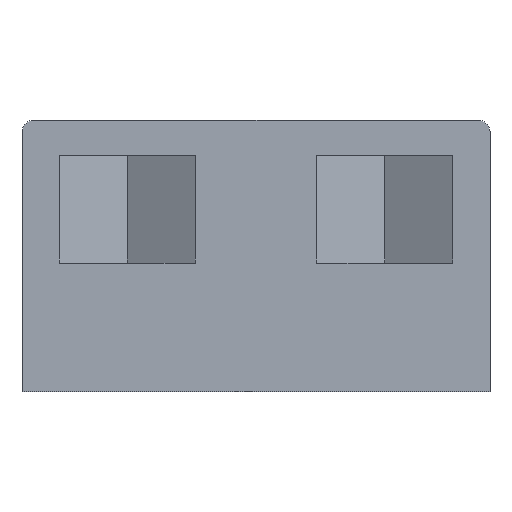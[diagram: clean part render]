
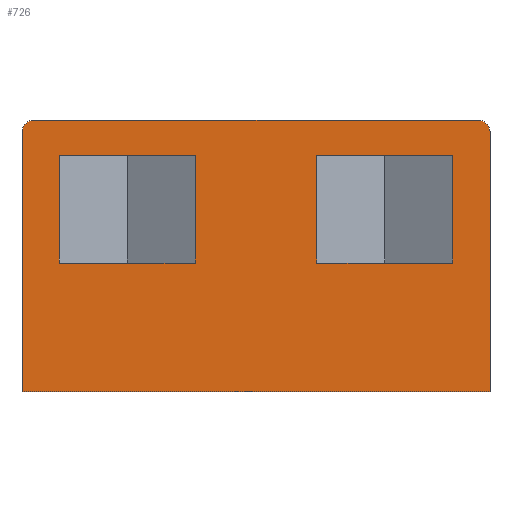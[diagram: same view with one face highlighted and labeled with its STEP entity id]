
A CAD part, front view. The second image highlights one B-rep face of the part: STEP entity #726.
In plain terms, the highlighted planar face has unit normal (0, -1, 0).
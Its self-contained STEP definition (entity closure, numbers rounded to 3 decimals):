
#8 = ORIENTED_EDGE ( 'NONE', *, *, #29, .T. ) ;
#15 = EDGE_CURVE ( 'NONE', #1278, #471, #576, .T. ) ;
#29 = EDGE_CURVE ( 'NONE', #1506, #1413, #357, .T. ) ;
#50 = DIRECTION ( 'NONE',  ( 1., 0., 0. ) ) ;
#52 = CARTESIAN_POINT ( 'NONE',  ( -7.4, 0., 5.5 ) ) ;
#81 = VERTEX_POINT ( 'NONE', #756 ) ;
#104 = LINE ( 'NONE', #698, #2314 ) ;
#108 = VERTEX_POINT ( 'NONE', #252 ) ;
#120 = EDGE_CURVE ( 'NONE', #490, #1867, #1981, .T. ) ;
#122 = EDGE_CURVE ( 'NONE', #724, #1229, #1249, .T. ) ;
#158 = FACE_BOUND ( 'NONE', #1896, .T. ) ;
#206 = CARTESIAN_POINT ( 'NONE',  ( 0., 0., 11.6 ) ) ;
#213 = ORIENTED_EDGE ( 'NONE', *, *, #751, .F. ) ;
#252 = CARTESIAN_POINT ( 'NONE',  ( -12.6, 0., 10.1 ) ) ;
#303 = ORIENTED_EDGE ( 'NONE', *, *, #122, .T. ) ;
#323 = DIRECTION ( 'NONE',  ( -1., 0., 0. ) ) ;
#357 = CIRCLE ( 'NONE', #1932, 0.5 ) ;
#364 = EDGE_CURVE ( 'NONE', #108, #662, #1461, .T. ) ;
#386 = ORIENTED_EDGE ( 'NONE', *, *, #120, .T. ) ;
#388 = CARTESIAN_POINT ( 'NONE',  ( -1.6, 0., 10.1 ) ) ;
#471 = VERTEX_POINT ( 'NONE', #388 ) ;
#480 = VECTOR ( 'NONE', #2138, 1000. ) ;
#490 = VERTEX_POINT ( 'NONE', #1881 ) ;
#492 = DIRECTION ( 'NONE',  ( -1., 0., 0. ) ) ;
#521 = CARTESIAN_POINT ( 'NONE',  ( 0., 0., 5.5 ) ) ;
#557 = VECTOR ( 'NONE', #1920, 1000. ) ;
#576 = LINE ( 'NONE', #1897, #557 ) ;
#599 = EDGE_LOOP ( 'NONE', ( #213, #2212, #931, #2448 ) ) ;
#649 = CARTESIAN_POINT ( 'NONE',  ( -18.4, 0., 11.6 ) ) ;
#662 = VERTEX_POINT ( 'NONE', #2359 ) ;
#674 = DIRECTION ( 'NONE',  ( 0., 0., 1. ) ) ;
#698 = CARTESIAN_POINT ( 'NONE',  ( -1.6, 0., 11.6 ) ) ;
#724 = VERTEX_POINT ( 'NONE', #916 ) ;
#726 = ADVANCED_FACE ( 'NONE', ( #1476, #158, #2219 ), #2179, .F. ) ;
#751 = EDGE_CURVE ( 'NONE', #882, #81, #2380, .T. ) ;
#756 = CARTESIAN_POINT ( 'NONE',  ( -1.6, 0., 5.5 ) ) ;
#760 = LINE ( 'NONE', #2267, #770 ) ;
#764 = VERTEX_POINT ( 'NONE', #1089 ) ;
#768 = DIRECTION ( 'NONE',  ( 0., -1., 0. ) ) ;
#770 = VECTOR ( 'NONE', #2296, 1000. ) ;
#776 = DIRECTION ( 'NONE',  ( 1., 0., 0. ) ) ;
#781 = LINE ( 'NONE', #1530, #2349 ) ;
#796 = EDGE_CURVE ( 'NONE', #764, #1413, #1865, .T. ) ;
#800 = ORIENTED_EDGE ( 'NONE', *, *, #1859, .T. ) ;
#810 = VECTOR ( 'NONE', #2272, 1000. ) ;
#880 = CARTESIAN_POINT ( 'NONE',  ( -7.4, 0., 10.1 ) ) ;
#882 = VERTEX_POINT ( 'NONE', #1726 ) ;
#893 = VECTOR ( 'NONE', #776, 1000. ) ;
#916 = CARTESIAN_POINT ( 'NONE',  ( -18.4, 0., 5.5 ) ) ;
#931 = ORIENTED_EDGE ( 'NONE', *, *, #15, .T. ) ;
#936 = CARTESIAN_POINT ( 'NONE',  ( 0., 0., 10.1 ) ) ;
#972 = AXIS2_PLACEMENT_3D ( 'NONE', #1812, #1984, #492 ) ;
#980 = ORIENTED_EDGE ( 'NONE', *, *, #1050, .F. ) ;
#1050 = EDGE_CURVE ( 'NONE', #724, #662, #1559, .T. ) ;
#1052 = CARTESIAN_POINT ( 'NONE',  ( 0., 0., 11.6 ) ) ;
#1064 = DIRECTION ( 'NONE',  ( 0., 1., 0. ) ) ;
#1089 = CARTESIAN_POINT ( 'NONE',  ( -19.5, 0., 11.6 ) ) ;
#1094 = EDGE_CURVE ( 'NONE', #81, #471, #104, .T. ) ;
#1209 = DIRECTION ( 'NONE',  ( 0., 0., -1. ) ) ;
#1210 = CARTESIAN_POINT ( 'NONE',  ( -18.4, 0., 10.1 ) ) ;
#1229 = VERTEX_POINT ( 'NONE', #1210 ) ;
#1249 = LINE ( 'NONE', #649, #480 ) ;
#1255 = EDGE_LOOP ( 'NONE', ( #1718, #2109, #8, #1635, #800, #386 ) ) ;
#1278 = VERTEX_POINT ( 'NONE', #880 ) ;
#1293 = DIRECTION ( 'NONE',  ( 1., 0., 0. ) ) ;
#1298 = VECTOR ( 'NONE', #1293, 1000. ) ;
#1373 = DIRECTION ( 'NONE',  ( -1., 0., 0. ) ) ;
#1413 = VERTEX_POINT ( 'NONE', #2216 ) ;
#1425 = EDGE_CURVE ( 'NONE', #1229, #108, #1691, .T. ) ;
#1444 = CARTESIAN_POINT ( 'NONE',  ( -12.6, 0., 5.5 ) ) ;
#1461 = LINE ( 'NONE', #1444, #2013 ) ;
#1476 = FACE_OUTER_BOUND ( 'NONE', #1255, .T. ) ;
#1497 = DIRECTION ( 'NONE',  ( 1., 0., 0. ) ) ;
#1498 = ORIENTED_EDGE ( 'NONE', *, *, #1425, .T. ) ;
#1506 = VERTEX_POINT ( 'NONE', #1510 ) ;
#1510 = CARTESIAN_POINT ( 'NONE',  ( 0., 0., 11.1 ) ) ;
#1530 = CARTESIAN_POINT ( 'NONE',  ( 0., 0., 0. ) ) ;
#1548 = AXIS2_PLACEMENT_3D ( 'NONE', #1052, #1064, #323 ) ;
#1559 = LINE ( 'NONE', #2118, #2110 ) ;
#1595 = CARTESIAN_POINT ( 'NONE',  ( -20., 0., 0. ) ) ;
#1635 = ORIENTED_EDGE ( 'NONE', *, *, #796, .F. ) ;
#1664 = EDGE_CURVE ( 'NONE', #882, #1278, #1939, .T. ) ;
#1667 = CARTESIAN_POINT ( 'NONE',  ( 0., 0., 0. ) ) ;
#1691 = LINE ( 'NONE', #936, #1804 ) ;
#1718 = ORIENTED_EDGE ( 'NONE', *, *, #2037, .T. ) ;
#1726 = CARTESIAN_POINT ( 'NONE',  ( -7.4, 0., 5.5 ) ) ;
#1734 = VECTOR ( 'NONE', #1209, 1000. ) ;
#1804 = VECTOR ( 'NONE', #1497, 1000. ) ;
#1812 = CARTESIAN_POINT ( 'NONE',  ( -19.5, 0., 11.1 ) ) ;
#1819 = EDGE_CURVE ( 'NONE', #1506, #2417, #760, .T. ) ;
#1845 = DIRECTION ( 'NONE',  ( 0., 0., -1. ) ) ;
#1859 = EDGE_CURVE ( 'NONE', #764, #490, #2034, .T. ) ;
#1865 = LINE ( 'NONE', #206, #893 ) ;
#1867 = VERTEX_POINT ( 'NONE', #1595 ) ;
#1881 = CARTESIAN_POINT ( 'NONE',  ( -20., 0., 11.1 ) ) ;
#1896 = EDGE_LOOP ( 'NONE', ( #1969, #980, #303, #1498 ) ) ;
#1897 = CARTESIAN_POINT ( 'NONE',  ( 0., 0., 10.1 ) ) ;
#1920 = DIRECTION ( 'NONE',  ( 1., 0., 0. ) ) ;
#1932 = AXIS2_PLACEMENT_3D ( 'NONE', #2064, #768, #1373 ) ;
#1939 = LINE ( 'NONE', #52, #810 ) ;
#1969 = ORIENTED_EDGE ( 'NONE', *, *, #364, .T. ) ;
#1981 = LINE ( 'NONE', #2160, #1734 ) ;
#1984 = DIRECTION ( 'NONE',  ( 0., -1., 0. ) ) ;
#2013 = VECTOR ( 'NONE', #1845, 1000. ) ;
#2034 = CIRCLE ( 'NONE', #972, 0.5 ) ;
#2037 = EDGE_CURVE ( 'NONE', #1867, #2417, #781, .T. ) ;
#2052 = DIRECTION ( 'NONE',  ( 1., 0., 0. ) ) ;
#2064 = CARTESIAN_POINT ( 'NONE',  ( -0.5, 0., 11.1 ) ) ;
#2109 = ORIENTED_EDGE ( 'NONE', *, *, #1819, .F. ) ;
#2110 = VECTOR ( 'NONE', #50, 1000. ) ;
#2118 = CARTESIAN_POINT ( 'NONE',  ( 0., 0., 5.5 ) ) ;
#2138 = DIRECTION ( 'NONE',  ( 0., 0., 1. ) ) ;
#2160 = CARTESIAN_POINT ( 'NONE',  ( -20., 0., 11.6 ) ) ;
#2179 = PLANE ( 'NONE',  #1548 ) ;
#2212 = ORIENTED_EDGE ( 'NONE', *, *, #1664, .T. ) ;
#2216 = CARTESIAN_POINT ( 'NONE',  ( -0.5, 0., 11.6 ) ) ;
#2219 = FACE_BOUND ( 'NONE', #599, .T. ) ;
#2267 = CARTESIAN_POINT ( 'NONE',  ( 0., 0., 11.6 ) ) ;
#2272 = DIRECTION ( 'NONE',  ( 0., 0., 1. ) ) ;
#2296 = DIRECTION ( 'NONE',  ( 0., 0., -1. ) ) ;
#2314 = VECTOR ( 'NONE', #674, 1000. ) ;
#2349 = VECTOR ( 'NONE', #2052, 1000. ) ;
#2359 = CARTESIAN_POINT ( 'NONE',  ( -12.6, 0., 5.5 ) ) ;
#2380 = LINE ( 'NONE', #521, #1298 ) ;
#2417 = VERTEX_POINT ( 'NONE', #1667 ) ;
#2448 = ORIENTED_EDGE ( 'NONE', *, *, #1094, .F. ) ;
